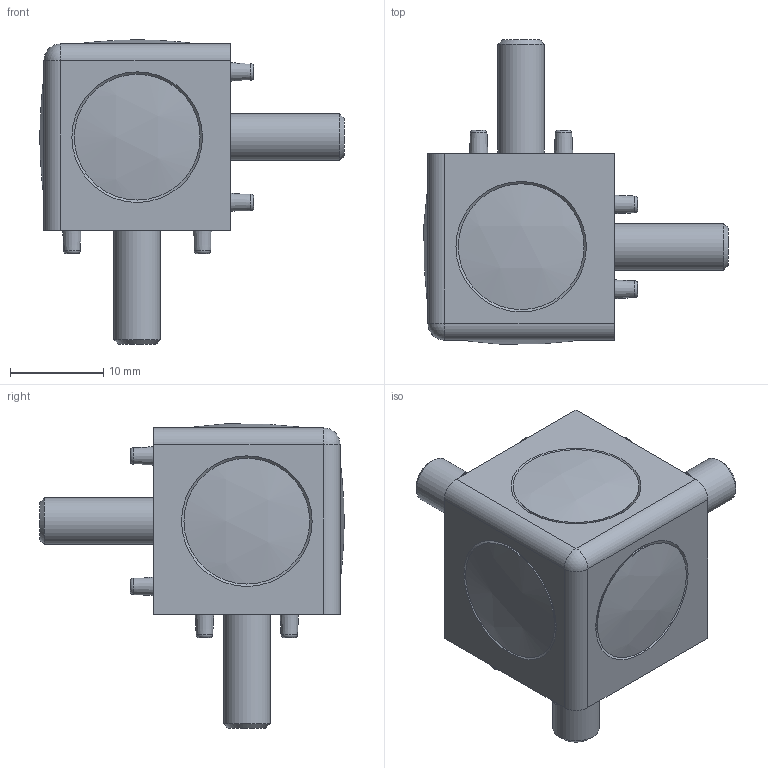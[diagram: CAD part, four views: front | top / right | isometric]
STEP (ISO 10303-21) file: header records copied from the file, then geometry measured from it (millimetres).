
FILE_DESCRIPTION(/* description */ ('KriTec Würfelverbindungssatz 5 20x20x20 Eck 3D inkl. 2 Abdeckkappen schwarz'),/* implementation_level */ '2;1');
FILE_NAME(/* name */ '13866_KriTec_Würfelverbindungssatz_5_20x20x20_Eck_3D_inkl_2_Abdeckkappen_schwarz.stp',/* time_stamp */ '2020-09-17T11:07:31+02:00',/* author */ ('Nell'),/* organization */ (''),/* preprocessor_version */ 'ST-DEVELOPER v17',/* originating_system */ 'Autodesk Inventor 2018',/* authorisation */ '');
FILE_SCHEMA (('AUTOMOTIVE_DESIGN { 1 0 10303 214 3 1 1 }'));
Length unit declared in the file: millimetre
Products named in the file (4): 13866; 82135; DIN 7991 - M5  x  16; 093wwa20
Assembly tree (7 placements, depth 2):
  13866
    82135
    DIN 7991 - M5  x  16  x3
    093wwa20  x3
Bounding box: 32.66 x 32.66 x 32.66 mm (x, y, z)
Volume: 5448.8 mm3; surface area: 6042.3 mm2
Topology: 7 solids, 7 shells, 413 faces, 1035 edges, 635 vertices
Faces by surface type: cylinder 126, plane 118, torus 54, cone 51, sphere 34, bspline 30
Full cylindrical faces by diameter (mm): 5 x3, 6.3 x3, 9.43 x3, 11 x3
Entity records: 12364 total; most frequent: CARTESIAN_POINT 3193, DIRECTION 2078, ORIENTED_EDGE 1834, EDGE_CURVE 917, AXIS2_PLACEMENT_3D 858, VERTEX_POINT 563, CIRCLE 453, EDGE_LOOP 392
